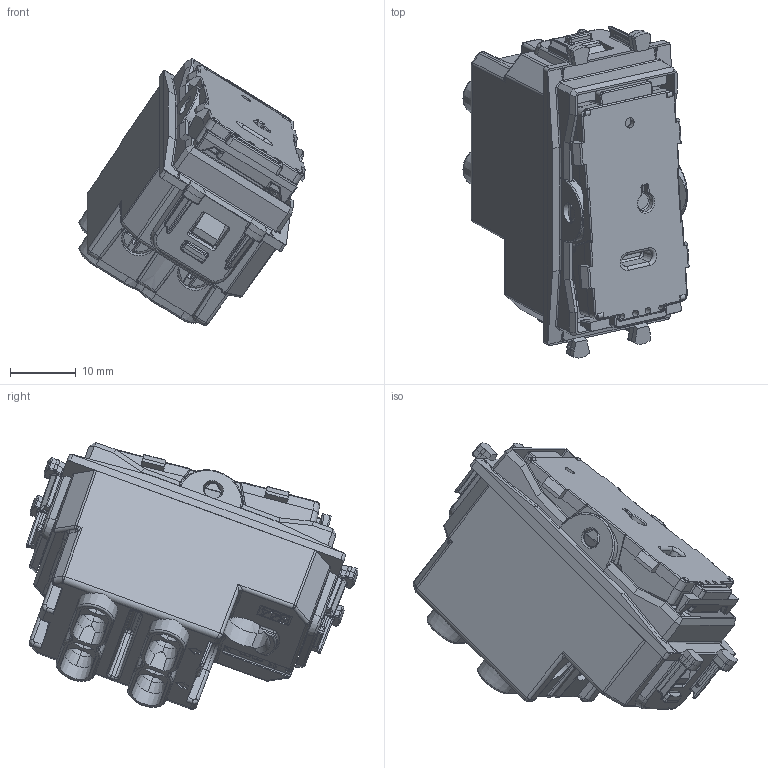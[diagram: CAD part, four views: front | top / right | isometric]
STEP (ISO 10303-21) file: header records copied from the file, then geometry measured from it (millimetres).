
FILE_DESCRIPTION(('CATIA V5 STEP Exchange'),'2;1');
FILE_NAME('442004ST.stp','2024-02-16T07:15:54+00:00',('none'),('none'),'CATIA Version 5-6 Release 2016 SP6','CATIA V5 STEP AP203','none');
FILE_SCHEMA(('CONFIG_CONTROL_DESIGN'));
Products named in the file (1): 442004ST
Assembly tree (17 placements, depth 2):
  442004ST
    #57
    #40546
    #47446
    #50608
    #53512
    #101549
    #134824  x2
    #136511  x4
    #138424  x4
    #139316
Bounding box: 34.5 x 50.64 x 40.69 mm (x, y, z)
Volume: 13235.8 mm3; surface area: 22490.6 mm2
Topology: 21 solids, 21 shells, 4047 faces, 10800 edges, 6671 vertices
Faces by surface type: plane 1899, cylinder 1208, bspline 432, cone 268, torus 121, sphere 93, extrusion 18, revolution 8
Entity records: 147569 total; most frequent: CARTESIAN_POINT 66758, ORIENTED_EDGE 19676, DIRECTION 11629, EDGE_CURVE 9838, VERTEX_POINT 6129, VECTOR 4890, LINE 4872, AXIS2_PLACEMENT_3D 4019
